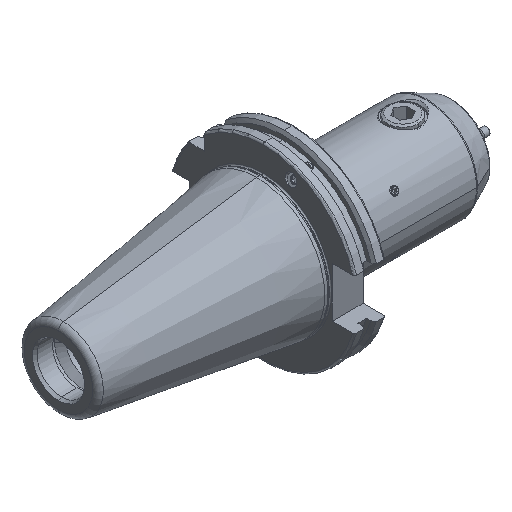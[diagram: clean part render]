
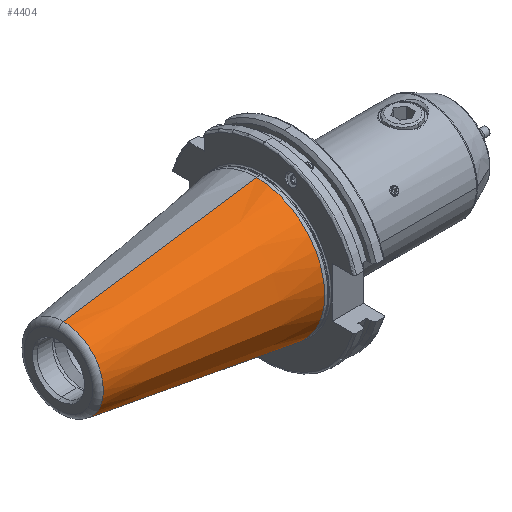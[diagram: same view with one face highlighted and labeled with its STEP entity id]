
A CAD part, isometric view. The second image highlights one B-rep face of the part: STEP entity #4404.
In plain terms, the highlighted conical face has half-angle 8.297 degrees and reference radius 34.925 mm.
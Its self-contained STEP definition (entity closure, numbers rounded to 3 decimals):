
#689 = AXIS2_PLACEMENT_3D ( 'NONE', #6672, #5225, #8193 ) ;
#723 = DIRECTION ( 'NONE',  ( 0.99, -0.144, 0. ) ) ;
#1124 = VERTEX_POINT ( 'NONE', #8642 ) ;
#1186 = ORIENTED_EDGE ( 'NONE', *, *, #2518, .F. ) ;
#1264 = AXIS2_PLACEMENT_3D ( 'NONE', #4687, #3878, #3062 ) ;
#1508 = CARTESIAN_POINT ( 'NONE',  ( 0., 34.925, 0. ) ) ;
#2216 = DIRECTION ( 'NONE',  ( 0., -1., 0. ) ) ;
#2443 = EDGE_LOOP ( 'NONE', ( #1186, #6512, #7475, #3225 ) ) ;
#2518 = EDGE_CURVE ( 'NONE', #1124, #6375, #2831, .T. ) ;
#2561 = CARTESIAN_POINT ( 'NONE',  ( 0., -34.925, 0. ) ) ;
#2581 = VERTEX_POINT ( 'NONE', #6558 ) ;
#2831 = LINE ( 'NONE', #7284, #7799 ) ;
#3062 = DIRECTION ( 'NONE',  ( 0., 1., 0. ) ) ;
#3225 = ORIENTED_EDGE ( 'NONE', *, *, #6774, .T. ) ;
#3669 = EDGE_CURVE ( 'NONE', #2581, #1124, #9490, .T. ) ;
#3689 = VECTOR ( 'NONE', #3700, 1000. ) ;
#3700 = DIRECTION ( 'NONE',  ( 0.99, 0.144, 0. ) ) ;
#3855 = CONICAL_SURFACE ( 'NONE', #1264, 34.925, 0.145 ) ;
#3878 = DIRECTION ( 'NONE',  ( 1., 0., 0. ) ) ;
#3931 = FACE_OUTER_BOUND ( 'NONE', #2443, .T. ) ;
#3933 = CIRCLE ( 'NONE', #9354, 34.925 ) ;
#4404 = ADVANCED_FACE ( 'NONE', ( #3931 ), #3855, .T. ) ;
#4687 = CARTESIAN_POINT ( 'NONE',  ( 0., 0., 0. ) ) ;
#5225 = DIRECTION ( 'NONE',  ( -1., 0., 0. ) ) ;
#5336 = VERTEX_POINT ( 'NONE', #7037 ) ;
#6375 = VERTEX_POINT ( 'NONE', #2561 ) ;
#6512 = ORIENTED_EDGE ( 'NONE', *, *, #3669, .F. ) ;
#6558 = CARTESIAN_POINT ( 'NONE',  ( -99.183, 20.461, 0. ) ) ;
#6672 = CARTESIAN_POINT ( 'NONE',  ( -99.183, 0., 0. ) ) ;
#6774 = EDGE_CURVE ( 'NONE', #5336, #6375, #3933, .T. ) ;
#7037 = CARTESIAN_POINT ( 'NONE',  ( 0., 34.925, 0. ) ) ;
#7284 = CARTESIAN_POINT ( 'NONE',  ( 0., -34.925, 0. ) ) ;
#7379 = DIRECTION ( 'NONE',  ( -1., 0., 0. ) ) ;
#7475 = ORIENTED_EDGE ( 'NONE', *, *, #8903, .T. ) ;
#7799 = VECTOR ( 'NONE', #723, 1000. ) ;
#8193 = DIRECTION ( 'NONE',  ( 0., -1., 0. ) ) ;
#8642 = CARTESIAN_POINT ( 'NONE',  ( -99.183, -20.461, 0. ) ) ;
#8831 = CARTESIAN_POINT ( 'NONE',  ( 0., 0., 0. ) ) ;
#8898 = LINE ( 'NONE', #1508, #3689 ) ;
#8903 = EDGE_CURVE ( 'NONE', #2581, #5336, #8898, .T. ) ;
#9354 = AXIS2_PLACEMENT_3D ( 'NONE', #8831, #7379, #2216 ) ;
#9490 = CIRCLE ( 'NONE', #689, 20.461 ) ;
